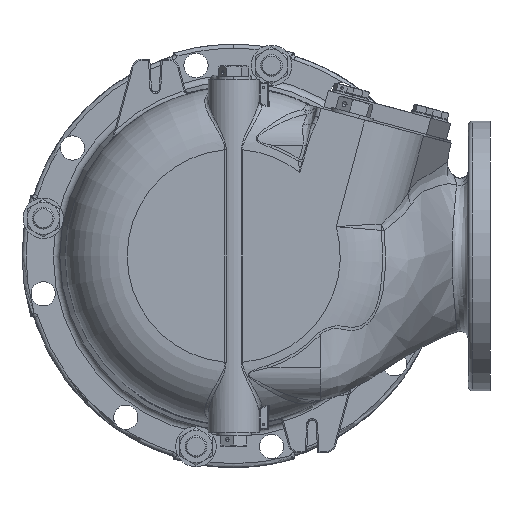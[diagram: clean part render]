
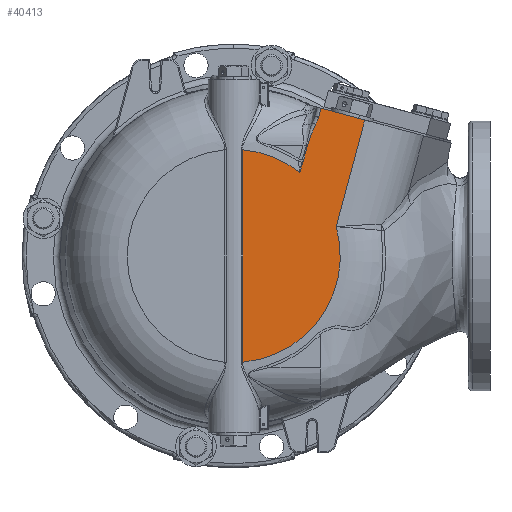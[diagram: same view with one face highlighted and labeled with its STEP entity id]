
A CAD part, front view. The second image highlights one B-rep face of the part: STEP entity #40413.
In plain terms, the highlighted planar face has unit normal (0, -1, 0).
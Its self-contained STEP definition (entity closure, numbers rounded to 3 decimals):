
#13161 = EDGE_LOOP ( 'NONE', ( #19592, #19591, #19481, #19580, #19532, #19528, #19499, #19530, #19503, #19536, #19498 ) ) ;
#14852 = CARTESIAN_POINT ( 'NONE',  ( 0., -270., 0. ) ) ;
#14856 = PLANE ( 'NONE',  #108915 ) ;
#14870 = DIRECTION ( 'NONE',  ( 0., -1., 0. ) ) ;
#14871 = DIRECTION ( 'NONE',  ( 0., 0., -1. ) ) ;
#19481 = ORIENTED_EDGE ( 'NONE', *, *, #89527, .F. ) ;
#19498 = ORIENTED_EDGE ( 'NONE', *, *, #38545, .T. ) ;
#19499 = ORIENTED_EDGE ( 'NONE', *, *, #38516, .T. ) ;
#19503 = ORIENTED_EDGE ( 'NONE', *, *, #38533, .T. ) ;
#19528 = ORIENTED_EDGE ( 'NONE', *, *, #38480, .T. ) ;
#19530 = ORIENTED_EDGE ( 'NONE', *, *, #38528, .T. ) ;
#19532 = ORIENTED_EDGE ( 'NONE', *, *, #38826, .T. ) ;
#19536 = ORIENTED_EDGE ( 'NONE', *, *, #38538, .T. ) ;
#19580 = ORIENTED_EDGE ( 'NONE', *, *, #38835, .T. ) ;
#19591 = ORIENTED_EDGE ( 'NONE', *, *, #38665, .T. ) ;
#19592 = ORIENTED_EDGE ( 'NONE', *, *, #38831, .F. ) ;
#23258 = CARTESIAN_POINT ( 'NONE',  ( 6.557, -270., -78.727 ) ) ;
#23260 = CARTESIAN_POINT ( 'NONE',  ( 75.959, -270., 21.709 ) ) ;
#24742 = CIRCLE ( 'NONE', #87942, 79. ) ;
#25758 = VERTEX_POINT ( 'NONE', #66710 ) ;
#25779 = VERTEX_POINT ( 'NONE', #66724 ) ;
#31763 = CARTESIAN_POINT ( 'NONE',  ( 32.978, -270., -8.836 ) ) ;
#31781 = DIRECTION ( 'NONE',  ( -0.259, 0., -0.966 ) ) ;
#31857 = CARTESIAN_POINT ( 'NONE',  ( 62.906, -270., 102.854 ) ) ;
#31863 = CARTESIAN_POINT ( 'NONE',  ( 62.41, -270., 101.004 ) ) ;
#31864 = CARTESIAN_POINT ( 'NONE',  ( 61.67, -270., 99.252 ) ) ;
#31865 = CARTESIAN_POINT ( 'NONE',  ( 60.764, -270., 97.568 ) ) ;
#31879 = CARTESIAN_POINT ( 'NONE',  ( 60.764, -270., 97.568 ) ) ;
#31885 = CARTESIAN_POINT ( 'NONE',  ( 60.414, -270., 96.919 ) ) ;
#31886 = CARTESIAN_POINT ( 'NONE',  ( 60.093, -270., 96.259 ) ) ;
#31887 = CARTESIAN_POINT ( 'NONE',  ( 59.476, -270., 94.928 ) ) ;
#31888 = CARTESIAN_POINT ( 'NONE',  ( 59.181, -270., 94.257 ) ) ;
#31889 = CARTESIAN_POINT ( 'NONE',  ( 58.323, -270., 92.234 ) ) ;
#31890 = CARTESIAN_POINT ( 'NONE',  ( 57.784, -270., 90.872 ) ) ;
#31891 = CARTESIAN_POINT ( 'NONE',  ( 56.746, -270., 88.132 ) ) ;
#31892 = CARTESIAN_POINT ( 'NONE',  ( 56.248, -270., 86.755 ) ) ;
#31893 = CARTESIAN_POINT ( 'NONE',  ( 55.311, -270., 83.975 ) ) ;
#31894 = CARTESIAN_POINT ( 'NONE',  ( 54.877, -270., 82.57 ) ) ;
#31895 = CARTESIAN_POINT ( 'NONE',  ( 54.497, -270., 81.151 ) ) ;
#31900 = CARTESIAN_POINT ( 'NONE',  ( 51.79, -270., 71.048 ) ) ;
#31901 = DIRECTION ( 'NONE',  ( -0.259, 0., -0.966 ) ) ;
#31907 = CARTESIAN_POINT ( 'NONE',  ( 51.79, -270., 71.048 ) ) ;
#31910 = CARTESIAN_POINT ( 'NONE',  ( 51.687, -270., 70.666 ) ) ;
#31911 = CARTESIAN_POINT ( 'NONE',  ( 51.573, -270., 70.288 ) ) ;
#31912 = CARTESIAN_POINT ( 'NONE',  ( 51.449, -270., 69.913 ) ) ;
#31928 = CARTESIAN_POINT ( 'NONE',  ( 51.449, -270., 69.913 ) ) ;
#31930 = CARTESIAN_POINT ( 'NONE',  ( 51.018, -270., 68.616 ) ) ;
#31931 = CARTESIAN_POINT ( 'NONE',  ( 50.59, -270., 67.318 ) ) ;
#31932 = CARTESIAN_POINT ( 'NONE',  ( 50.164, -270., 66.02 ) ) ;
#31933 = CARTESIAN_POINT ( 'NONE',  ( 49.789, -270., 64.879 ) ) ;
#31934 = CARTESIAN_POINT ( 'NONE',  ( 49.416, -270., 63.738 ) ) ;
#31935 = CARTESIAN_POINT ( 'NONE',  ( 49.044, -270., 62.597 ) ) ;
#31936 = CARTESIAN_POINT ( 'NONE',  ( 48.992, -270., 62.439 ) ) ;
#31937 = CARTESIAN_POINT ( 'NONE',  ( 48.941, -270., 62.281 ) ) ;
#31938 = CARTESIAN_POINT ( 'NONE',  ( 48.889, -270., 62.124 ) ) ;
#31939 = CARTESIAN_POINT ( 'NONE',  ( 48.883, -270., 62.105 ) ) ;
#31940 = CARTESIAN_POINT ( 'NONE',  ( 48.877, -270., 62.087 ) ) ;
#31941 = CARTESIAN_POINT ( 'NONE',  ( 48.871, -270., 62.069 ) ) ;
#38480 = EDGE_CURVE ( 'NONE', #38861, #38880, #79813, .T. ) ;
#38516 = EDGE_CURVE ( 'NONE', #38880, #38683, #47688, .T. ) ;
#38528 = EDGE_CURVE ( 'NONE', #38683, #38800, #47690, .T. ) ;
#38533 = EDGE_CURVE ( 'NONE', #38800, #38877, #79831, .T. ) ;
#38538 = EDGE_CURVE ( 'NONE', #38877, #38846, #47692, .T. ) ;
#38545 = EDGE_CURVE ( 'NONE', #38846, #38860, #47697, .T. ) ;
#38665 = EDGE_CURVE ( 'NONE', #25779, #67823, #79886, .T. ) ;
#38683 = VERTEX_POINT ( 'NONE', #44932 ) ;
#38800 = VERTEX_POINT ( 'NONE', #45218 ) ;
#38826 = EDGE_CURVE ( 'NONE', #25758, #38861, #79961, .T. ) ;
#38831 = EDGE_CURVE ( 'NONE', #25779, #38860, #79980, .T. ) ;
#38835 = EDGE_CURVE ( 'NONE', #67825, #25758, #79968, .T. ) ;
#38846 = VERTEX_POINT ( 'NONE', #45397 ) ;
#38860 = VERTEX_POINT ( 'NONE', #45502 ) ;
#38861 = VERTEX_POINT ( 'NONE', #45506 ) ;
#38877 = VERTEX_POINT ( 'NONE', #45536 ) ;
#38880 = VERTEX_POINT ( 'NONE', #45556 ) ;
#40413 = ADVANCED_FACE ( 'NONE', ( #108418 ), #14856, .T. ) ;
#44862 = CARTESIAN_POINT ( 'NONE',  ( 6.557, -270., -78.765 ) ) ;
#44863 = DIRECTION ( 'NONE',  ( 0., 0., -1. ) ) ;
#44932 = CARTESIAN_POINT ( 'NONE',  ( 60.764, -270., 97.568 ) ) ;
#45218 = CARTESIAN_POINT ( 'NONE',  ( 54.497, -270., 81.151 ) ) ;
#45350 = CARTESIAN_POINT ( 'NONE',  ( 31.723, -270., 118.394 ) ) ;
#45352 = DIRECTION ( 'NONE',  ( -0.966, 0., 0.259 ) ) ;
#45361 = CARTESIAN_POINT ( 'NONE',  ( 0., -270., 0. ) ) ;
#45362 = DIRECTION ( 'NONE',  ( 0., 1., 0. ) ) ;
#45363 = DIRECTION ( 'NONE',  ( 0., 0., 1. ) ) ;
#45365 = CARTESIAN_POINT ( 'NONE',  ( -133904.944, -270., -500001.827 ) ) ;
#45383 = DIRECTION ( 'NONE',  ( 0.259, 0., 0.966 ) ) ;
#45397 = CARTESIAN_POINT ( 'NONE',  ( 51.449, -270., 69.913 ) ) ;
#45502 = CARTESIAN_POINT ( 'NONE',  ( 48.871, -270., 62.069 ) ) ;
#45506 = CARTESIAN_POINT ( 'NONE',  ( 64.702, -270., 109.557 ) ) ;
#45536 = CARTESIAN_POINT ( 'NONE',  ( 51.79, -270., 71.048 ) ) ;
#45556 = CARTESIAN_POINT ( 'NONE',  ( 62.906, -270., 102.854 ) ) ;
#47688 = B_SPLINE_CURVE_WITH_KNOTS ( 'NONE', 3,
 ( #31857, #31863, #31864, #31865 ),
 .UNSPECIFIED., .F., .F.,
 ( 4, 4 ),
 ( 0., 0.006 ),
 .UNSPECIFIED. ) ;
#47690 = B_SPLINE_CURVE_WITH_KNOTS ( 'NONE', 3,
 ( #31879, #31885, #31886, #31887, #31888, #31889, #31890, #31891, #31892, #31893, #31894, #31895 ),
 .UNSPECIFIED., .F., .F.,
 ( 4, 2, 2, 2, 2, 4 ),
 ( 0., 0.002, 0.004, 0.009, 0.013, 0.018 ),
 .UNSPECIFIED. ) ;
#47692 = B_SPLINE_CURVE_WITH_KNOTS ( 'NONE', 3,
 ( #31907, #31910, #31911, #31912 ),
 .UNSPECIFIED., .F., .F.,
 ( 4, 4 ),
 ( 0., 0.001 ),
 .UNSPECIFIED. ) ;
#47697 = B_SPLINE_CURVE_WITH_KNOTS ( 'NONE', 3,
 ( #31928, #31930, #31931, #31932, #31933, #31934, #31935, #31936, #31937, #31938, #31939, #31940, #31941 ),
 .UNSPECIFIED., .F., .F.,
 ( 4, 3, 3, 3, 4 ),
 ( 0., 0.004, 0.008, 0.008, 0.008 ),
 .UNSPECIFIED. ) ;
#61200 = AXIS2_PLACEMENT_3D ( 'NONE', #45361, #45362, #45363 ) ;
#66710 = CARTESIAN_POINT ( 'NONE',  ( 97.167, -270., 100.858 ) ) ;
#66724 = CARTESIAN_POINT ( 'NONE',  ( 6.557, -270., 78.727 ) ) ;
#67823 = VERTEX_POINT ( 'NONE', #23258 ) ;
#67825 = VERTEX_POINT ( 'NONE', #23260 ) ;
#79802 = VECTOR ( 'NONE', #31781, 1000. ) ;
#79813 = LINE ( 'NONE', #31763, #79802 ) ;
#79829 = VECTOR ( 'NONE', #31901, 1000. ) ;
#79831 = LINE ( 'NONE', #31900, #79829 ) ;
#79886 = LINE ( 'NONE', #44862, #79887 ) ;
#79887 = VECTOR ( 'NONE', #44863, 1000. ) ;
#79961 = LINE ( 'NONE', #45350, #79972 ) ;
#79968 = LINE ( 'NONE', #45365, #79977 ) ;
#79972 = VECTOR ( 'NONE', #45352, 1000. ) ;
#79977 = VECTOR ( 'NONE', #45383, 1000. ) ;
#79980 = CIRCLE ( 'NONE', #61200, 79. ) ;
#87942 = AXIS2_PLACEMENT_3D ( 'NONE', #105773, #105774, #105776 ) ;
#89527 = EDGE_CURVE ( 'NONE', #67825, #67823, #24742, .T. ) ;
#105773 = CARTESIAN_POINT ( 'NONE',  ( 0., -270., 0. ) ) ;
#105774 = DIRECTION ( 'NONE',  ( 0., 1., 0. ) ) ;
#105776 = DIRECTION ( 'NONE',  ( 0., 0., 1. ) ) ;
#108418 = FACE_OUTER_BOUND ( 'NONE', #13161, .T. ) ;
#108915 = AXIS2_PLACEMENT_3D ( 'NONE', #14852, #14870, #14871 ) ;
